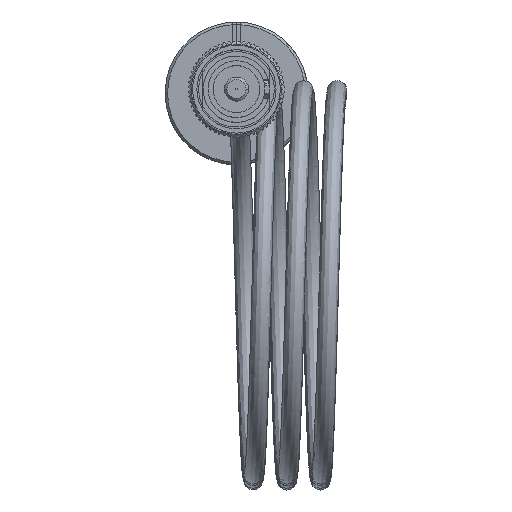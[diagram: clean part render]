
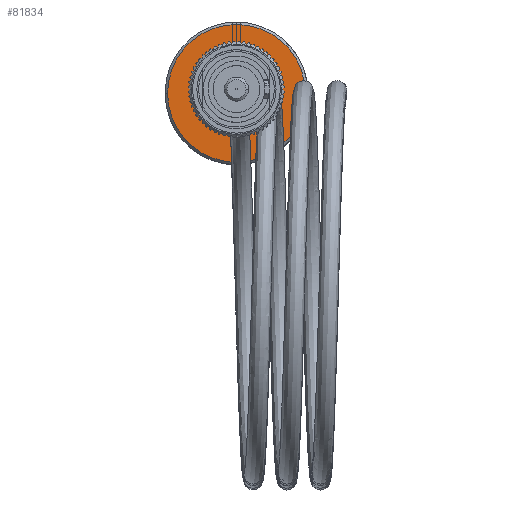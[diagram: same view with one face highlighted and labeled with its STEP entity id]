
A CAD part, top view. The second image highlights one B-rep face of the part: STEP entity #81834.
In plain terms, the highlighted planar face has unit normal (0, 0, 1).
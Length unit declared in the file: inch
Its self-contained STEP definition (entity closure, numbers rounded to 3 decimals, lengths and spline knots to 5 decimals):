
#17642 = PLANE ( 'NONE',  #17796 ) ;
#17643 = CARTESIAN_POINT ( 'NONE',  ( 1.93387, -9.31436, 5.87085 ) ) ;
#17644 = DIRECTION ( 'NONE',  ( 0., 0., 1. ) ) ;
#17645 = DIRECTION ( 'NONE',  ( 1., 0., 0. ) ) ;
#17786 = FACE_OUTER_BOUND ( 'NONE', #74108, .T. ) ;
#17787 = FACE_BOUND ( 'NONE', #74107, .T. ) ;
#17796 = AXIS2_PLACEMENT_3D ( 'NONE', #17643, #17644, #17645 ) ;
#33470 = CIRCLE ( 'NONE', #35666, 0.06077 ) ;
#33483 = CIRCLE ( 'NONE', #35728, 0.2825 ) ;
#33505 = CIRCLE ( 'NONE', #35789, 0.06077 ) ;
#33506 = CIRCLE ( 'NONE', #35796, 0.2825 ) ;
#35666 = AXIS2_PLACEMENT_3D ( 'NONE', #38231, #38232, #38233 ) ;
#35728 = AXIS2_PLACEMENT_3D ( 'NONE', #39129, #39136, #39137 ) ;
#35789 = AXIS2_PLACEMENT_3D ( 'NONE', #39250, #39251, #39252 ) ;
#35796 = AXIS2_PLACEMENT_3D ( 'NONE', #39253, #39254, #39255 ) ;
#37678 = CARTESIAN_POINT ( 'NONE',  ( 1.8731, -9.60686, 5.87085 ) ) ;
#37679 = CARTESIAN_POINT ( 'NONE',  ( 1.99464, -9.60686, 5.87085 ) ) ;
#37710 = CARTESIAN_POINT ( 'NONE',  ( 2.21637, -9.60686, 5.87085 ) ) ;
#37711 = CARTESIAN_POINT ( 'NONE',  ( 1.65137, -9.60686, 5.87085 ) ) ;
#38231 = CARTESIAN_POINT ( 'NONE',  ( 1.93387, -9.60686, 5.87085 ) ) ;
#38232 = DIRECTION ( 'NONE',  ( 0., 0., -1. ) ) ;
#38233 = DIRECTION ( 'NONE',  ( 1., 0., 0. ) ) ;
#39129 = CARTESIAN_POINT ( 'NONE',  ( 1.93387, -9.60686, 5.87085 ) ) ;
#39136 = DIRECTION ( 'NONE',  ( 0., 0., 1. ) ) ;
#39137 = DIRECTION ( 'NONE',  ( 1., 0., 0. ) ) ;
#39250 = CARTESIAN_POINT ( 'NONE',  ( 1.93387, -9.60686, 5.87085 ) ) ;
#39251 = DIRECTION ( 'NONE',  ( 0., 0., -1. ) ) ;
#39252 = DIRECTION ( 'NONE',  ( 1., 0., 0. ) ) ;
#39253 = CARTESIAN_POINT ( 'NONE',  ( 1.93387, -9.60686, 5.87085 ) ) ;
#39254 = DIRECTION ( 'NONE',  ( 0., 0., 1. ) ) ;
#39255 = DIRECTION ( 'NONE',  ( 1., 0., 0. ) ) ;
#72826 = VERTEX_POINT ( 'NONE', #37678 ) ;
#72828 = VERTEX_POINT ( 'NONE', #37679 ) ;
#72876 = VERTEX_POINT ( 'NONE', #37710 ) ;
#72878 = VERTEX_POINT ( 'NONE', #37711 ) ;
#74107 = EDGE_LOOP ( 'NONE', ( #74685, #74691 ) ) ;
#74108 = EDGE_LOOP ( 'NONE', ( #74692, #74694 ) ) ;
#74685 = ORIENTED_EDGE ( 'NONE', *, *, #75070, .T. ) ;
#74691 = ORIENTED_EDGE ( 'NONE', *, *, #75143, .T. ) ;
#74692 = ORIENTED_EDGE ( 'NONE', *, *, #75144, .T. ) ;
#74694 = ORIENTED_EDGE ( 'NONE', *, *, #75107, .T. ) ;
#75070 = EDGE_CURVE ( 'NONE', #72828, #72826, #33470, .T. ) ;
#75107 = EDGE_CURVE ( 'NONE', #72876, #72878, #33483, .T. ) ;
#75143 = EDGE_CURVE ( 'NONE', #72826, #72828, #33505, .T. ) ;
#75144 = EDGE_CURVE ( 'NONE', #72878, #72876, #33506, .T. ) ;
#81834 = ADVANCED_FACE ( 'NONE', ( #17787, #17786 ), #17642, .T. ) ;
